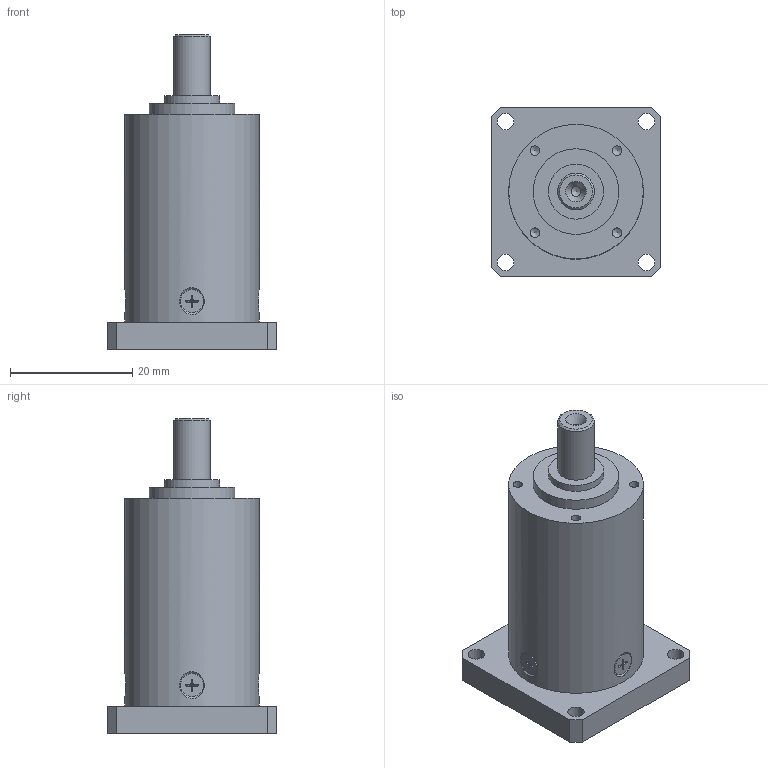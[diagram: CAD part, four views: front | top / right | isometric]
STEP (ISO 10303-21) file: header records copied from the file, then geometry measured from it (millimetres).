
FILE_DESCRIPTION(/* description */ (''),/* implementation_level */ '2;1');
FILE_NAME(/* name */ 'GPLE22_2S_NEMA11.stp',/* time_stamp */ '2015-06-24T09:55:58+02:00',/* author */ ('schneid_a'),/* organization */ (''),/* preprocessor_version */ 'ST-DEVELOPER v16.1',/* originating_system */ 'Autodesk Inventor 2016',/* authorisation */ '');
FILE_SCHEMA (('AUTOMOTIVE_DESIGN { 1 0 10303 214 3 1 1 }'));
Length unit declared in the file: centimetre
Products named in the file (1): GPLE22_2S_NEMA11
Bounding box: 27.7 x 27.7 x 51.45 mm (x, y, z)
Volume: 15133.3 mm3; surface area: 6869.5 mm2
Topology: 6 solids, 6 shells, 174 faces, 457 edges, 297 vertices
Faces by surface type: cone 59, plane 58, cylinder 37, torus 20
Full cylindrical faces by diameter (mm): 1.567 x8, 1.6 x1, 1.755 x4, 2 x4, 2.4 x4, 2.7 x4, 3.8 x4, 6 x1, 9 x1, 10.5 x1, 14 x1, 17.45 x1, 17.5 x1, 22 x2
Entity records: 5827 total; most frequent: CARTESIAN_POINT 1847, DIRECTION 742, ORIENTED_EDGE 720, EDGE_CURVE 360, AXIS2_PLACEMENT_3D 311, EDGE_LOOP 274, VERTEX_POINT 272, STYLED_ITEM 180
